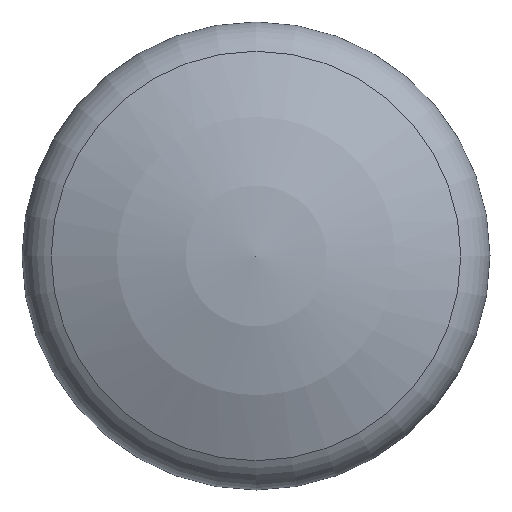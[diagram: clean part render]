
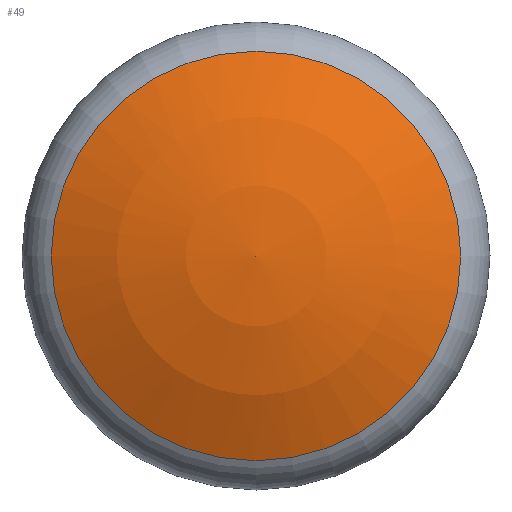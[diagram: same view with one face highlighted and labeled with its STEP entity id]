
A CAD part, left-side view. The second image highlights one B-rep face of the part: STEP entity #49.
In plain terms, the highlighted spherical face has radius 81 mm.
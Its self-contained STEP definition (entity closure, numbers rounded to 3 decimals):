
#49 = ADVANCED_FACE( '', ( #100, #101 ), #102, .T. );
#100 = FACE_BOUND( '', #143, .T. );
#101 = FACE_OUTER_BOUND( '', #144, .T. );
#102 = SPHERICAL_SURFACE( '', #145, 81. );
#143 = VERTEX_LOOP( '', #196 );
#144 = EDGE_LOOP( '', ( #197 ) );
#145 = AXIS2_PLACEMENT_3D( '', #198, #199, #200 );
#196 = VERTEX_POINT( '', #219 );
#197 = ORIENTED_EDGE( '', *, *, #205, .F. );
#198 = CARTESIAN_POINT( '', ( 51., 0., 0. ) );
#199 = DIRECTION( '', ( 1., 0., 0. ) );
#200 = DIRECTION( '', ( 0., 1., 0. ) );
#205 = EDGE_CURVE( '', #226, #226, #227, .T. );
#219 = CARTESIAN_POINT( '', ( -30., 0., 0. ) );
#226 = VERTEX_POINT( '', #251 );
#227 = CIRCLE( '', #252, 35.438 );
#251 = CARTESIAN_POINT( '', ( -21.837, 0., -35.438 ) );
#252 = AXIS2_PLACEMENT_3D( '', #276, #277, #278 );
#276 = CARTESIAN_POINT( '', ( -21.837, 0., 0. ) );
#277 = DIRECTION( '', ( 1., 0., 0. ) );
#278 = DIRECTION( '', ( 0., 0., -1. ) );
